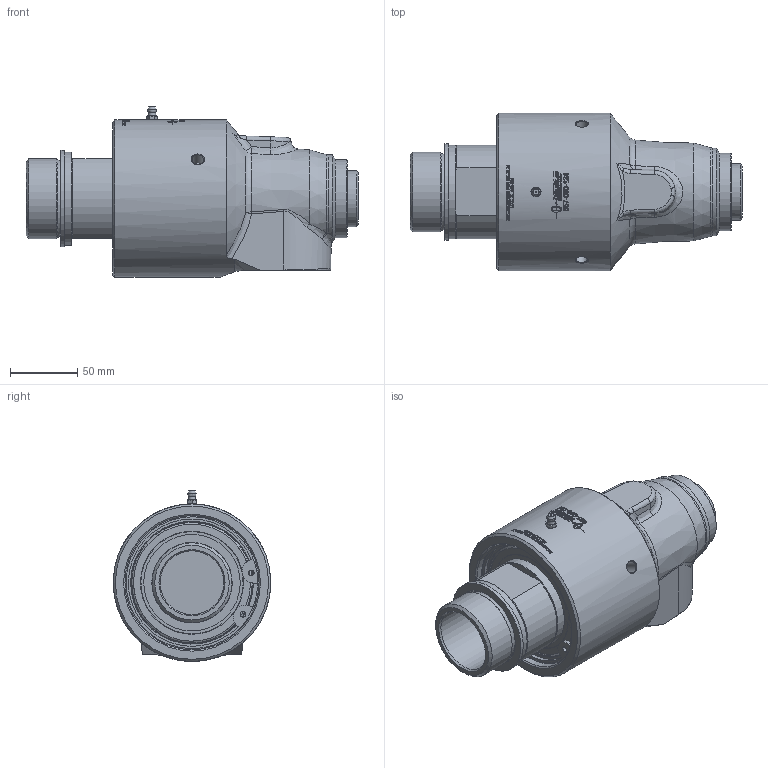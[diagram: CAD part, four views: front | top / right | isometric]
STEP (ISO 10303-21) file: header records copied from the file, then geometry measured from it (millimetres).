
FILE_DESCRIPTION(/* description */ (''),/* implementation_level */ '2;1');
FILE_NAME(/* name */ '657-000-124-IC.stp',/* time_stamp */ '2022-12-07T14:07:23+01:00',/* author */ ('mskipas'),/* organization */ (''),/* preprocessor_version */ 'ST-DEVELOPER v18.1',/* originating_system */ 'Autodesk Inventor 2022',/* authorisation */ '');
FILE_SCHEMA (('AUTOMOTIVE_DESIGN { 1 0 10303 214 3 1 1 }'));
Products named in the file (1): 657-000-124-IC
Bounding box: 247.63 x 117.5 x 127.49 mm (x, y, z)
Volume: 1430319 mm3; surface area: 127978.4 mm2
Topology: 2 solids, 7 shells, 1331 faces, 3524 edges, 2330 vertices
Faces by surface type: bspline 672, plane 431, cylinder 170, cone 39, torus 11, sphere 8
Full cylindrical faces by diameter (mm): 3 x2, 3.12 x2, 4.361 x2, 4.496 x1, 8.6 x3, 22.5 x1, 47.6 x1, 55.169 x1, 58 x1, 59.614 x1, 60 x1, 64.4 x1, 65 x1, 69.5 x2, 72 x1, 76.3 x1, 76.908 x1, 89.25 x1, 91.5 x1, 100 x1, 100.08 x2, 107.6 x1, 117.5 x1
Entity records: 55838 total; most frequent: CARTESIAN_POINT 26610, ORIENTED_EDGE 7032, DIRECTION 4107, EDGE_CURVE 3516, VERTEX_POINT 2330, EDGE_LOOP 1472, B_SPLINE_CURVE_WITH_KNOTS 1398, LINE 1369
